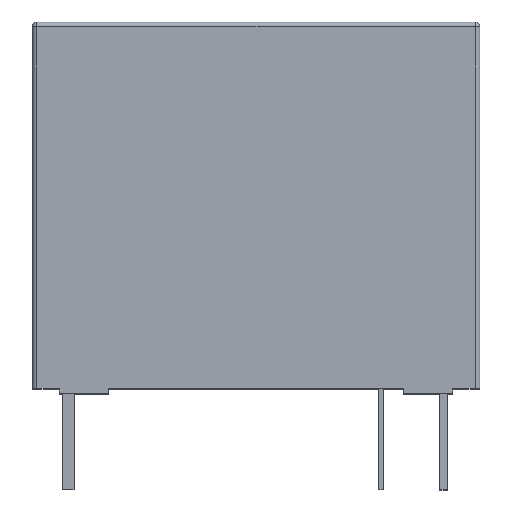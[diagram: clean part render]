
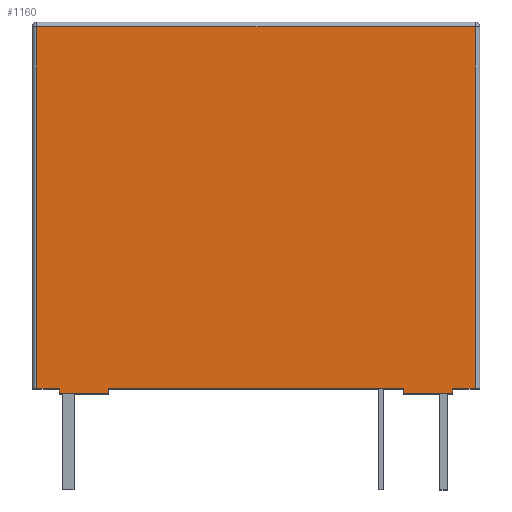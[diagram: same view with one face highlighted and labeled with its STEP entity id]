
A CAD part, top view. The second image highlights one B-rep face of the part: STEP entity #1160.
In plain terms, the highlighted planar face has unit normal (0, 0, 1).
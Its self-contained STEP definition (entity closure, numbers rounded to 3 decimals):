
#17 = EDGE_CURVE ( 'NONE', #22, #1016, #999, .T. ) ;
#19 = CARTESIAN_POINT ( 'NONE',  ( -8.9, -7.45, 10. ) ) ;
#22 = VERTEX_POINT ( 'NONE', #333 ) ;
#49 = CARTESIAN_POINT ( 'NONE',  ( -8., -7.45, 10. ) ) ;
#69 = DIRECTION ( 'NONE',  ( 1., 0., 0. ) ) ;
#96 = LINE ( 'NONE', #833, #1182 ) ;
#125 = DIRECTION ( 'NONE',  ( 0., -1., 0. ) ) ;
#137 = VECTOR ( 'NONE', #584, 1000. ) ;
#159 = CARTESIAN_POINT ( 'NONE',  ( 8., -7.65, 10. ) ) ;
#165 = CARTESIAN_POINT ( 'NONE',  ( 8.9, 7.25, 10. ) ) ;
#187 = LINE ( 'NONE', #697, #514 ) ;
#191 = DIRECTION ( 'NONE',  ( 1., 0., 0. ) ) ;
#206 = CARTESIAN_POINT ( 'NONE',  ( -6., -7.45, 10. ) ) ;
#207 = DIRECTION ( 'NONE',  ( 1., 0., 0. ) ) ;
#221 = ORIENTED_EDGE ( 'NONE', *, *, #847, .T. ) ;
#271 = ORIENTED_EDGE ( 'NONE', *, *, #530, .T. ) ;
#293 = VECTOR ( 'NONE', #125, 1000. ) ;
#307 = VERTEX_POINT ( 'NONE', #528 ) ;
#323 = CARTESIAN_POINT ( 'NONE',  ( -6., -7.65, 10. ) ) ;
#332 = DIRECTION ( 'NONE',  ( -1., 0., 0. ) ) ;
#333 = CARTESIAN_POINT ( 'NONE',  ( 6., -7.65, 10. ) ) ;
#337 = CARTESIAN_POINT ( 'NONE',  ( -9.1, 7.25, 10. ) ) ;
#354 = PLANE ( 'NONE',  #1104 ) ;
#369 = ORIENTED_EDGE ( 'NONE', *, *, #1441, .F. ) ;
#377 = ORIENTED_EDGE ( 'NONE', *, *, #1456, .T. ) ;
#398 = EDGE_CURVE ( 'NONE', #1038, #22, #435, .T. ) ;
#435 = LINE ( 'NONE', #945, #1607 ) ;
#442 = CARTESIAN_POINT ( 'NONE',  ( 8.9, 7.45, 10. ) ) ;
#487 = VERTEX_POINT ( 'NONE', #165 ) ;
#496 = FACE_OUTER_BOUND ( 'NONE', #1020, .T. ) ;
#514 = VECTOR ( 'NONE', #574, 1000. ) ;
#515 = VECTOR ( 'NONE', #1363, 1000. ) ;
#518 = LINE ( 'NONE', #19, #293 ) ;
#528 = CARTESIAN_POINT ( 'NONE',  ( 8.9, -7.45, 10. ) ) ;
#530 = EDGE_CURVE ( 'NONE', #690, #1374, #818, .T. ) ;
#557 = VECTOR ( 'NONE', #1509, 1000. ) ;
#566 = VECTOR ( 'NONE', #1534, 1000. ) ;
#574 = DIRECTION ( 'NONE',  ( 0., 1., 0. ) ) ;
#584 = DIRECTION ( 'NONE',  ( 0., 1., 0. ) ) ;
#585 = VERTEX_POINT ( 'NONE', #1256 ) ;
#614 = LINE ( 'NONE', #1096, #1071 ) ;
#619 = CARTESIAN_POINT ( 'NONE',  ( 0., 0., 10. ) ) ;
#647 = VERTEX_POINT ( 'NONE', #206 ) ;
#653 = VERTEX_POINT ( 'NONE', #716 ) ;
#671 = CARTESIAN_POINT ( 'NONE',  ( -9.1, -7.45, 10. ) ) ;
#690 = VERTEX_POINT ( 'NONE', #921 ) ;
#697 = CARTESIAN_POINT ( 'NONE',  ( 8., -7.65, 10. ) ) ;
#716 = CARTESIAN_POINT ( 'NONE',  ( 8., -7.45, 10. ) ) ;
#720 = LINE ( 'NONE', #1137, #566 ) ;
#726 = ORIENTED_EDGE ( 'NONE', *, *, #1488, .T. ) ;
#742 = ORIENTED_EDGE ( 'NONE', *, *, #17, .F. ) ;
#744 = EDGE_CURVE ( 'NONE', #585, #690, #518, .T. ) ;
#793 = VERTEX_POINT ( 'NONE', #1062 ) ;
#800 = LINE ( 'NONE', #671, #865 ) ;
#804 = ORIENTED_EDGE ( 'NONE', *, *, #1468, .T. ) ;
#818 = LINE ( 'NONE', #1145, #1585 ) ;
#833 = CARTESIAN_POINT ( 'NONE',  ( -8., -7.65, 10. ) ) ;
#847 = EDGE_CURVE ( 'NONE', #1038, #653, #187, .T. ) ;
#859 = LINE ( 'NONE', #337, #515 ) ;
#864 = ORIENTED_EDGE ( 'NONE', *, *, #1199, .F. ) ;
#865 = VECTOR ( 'NONE', #191, 1000. ) ;
#920 = EDGE_CURVE ( 'NONE', #487, #585, #859, .T. ) ;
#921 = CARTESIAN_POINT ( 'NONE',  ( -8.9, -7.45, 10. ) ) ;
#945 = CARTESIAN_POINT ( 'NONE',  ( 6., -7.65, 10. ) ) ;
#948 = CARTESIAN_POINT ( 'NONE',  ( 6., -7.45, 10. ) ) ;
#953 = DIRECTION ( 'NONE',  ( -1., 0., 0. ) ) ;
#967 = DIRECTION ( 'NONE',  ( 1., 0., 0. ) ) ;
#969 = LINE ( 'NONE', #323, #557 ) ;
#995 = ORIENTED_EDGE ( 'NONE', *, *, #1045, .T. ) ;
#999 = LINE ( 'NONE', #1531, #1166 ) ;
#1012 = ORIENTED_EDGE ( 'NONE', *, *, #398, .F. ) ;
#1016 = VERTEX_POINT ( 'NONE', #948 ) ;
#1020 = EDGE_LOOP ( 'NONE', ( #1382, #1483, #271, #864, #369, #726, #804, #742, #1012, #221, #995, #377 ) ) ;
#1038 = VERTEX_POINT ( 'NONE', #159 ) ;
#1045 = EDGE_CURVE ( 'NONE', #653, #307, #800, .T. ) ;
#1062 = CARTESIAN_POINT ( 'NONE',  ( -8., -7.65, 10. ) ) ;
#1071 = VECTOR ( 'NONE', #207, 1000. ) ;
#1096 = CARTESIAN_POINT ( 'NONE',  ( -9.1, -7.45, 10. ) ) ;
#1104 = AXIS2_PLACEMENT_3D ( 'NONE', #619, #1128, #69 ) ;
#1128 = DIRECTION ( 'NONE',  ( 0., 0., 1. ) ) ;
#1137 = CARTESIAN_POINT ( 'NONE',  ( -8., -7.65, 10. ) ) ;
#1145 = CARTESIAN_POINT ( 'NONE',  ( -9.1, -7.45, 10. ) ) ;
#1160 = ADVANCED_FACE ( 'NONE', ( #496 ), #354, .T. ) ;
#1166 = VECTOR ( 'NONE', #1503, 1000. ) ;
#1182 = VECTOR ( 'NONE', #332, 1000. ) ;
#1186 = CARTESIAN_POINT ( 'NONE',  ( -6., -7.65, 10. ) ) ;
#1199 = EDGE_CURVE ( 'NONE', #793, #1374, #720, .T. ) ;
#1256 = CARTESIAN_POINT ( 'NONE',  ( -8.9, 7.25, 10. ) ) ;
#1363 = DIRECTION ( 'NONE',  ( -1., 0., 0. ) ) ;
#1374 = VERTEX_POINT ( 'NONE', #49 ) ;
#1382 = ORIENTED_EDGE ( 'NONE', *, *, #920, .T. ) ;
#1390 = VERTEX_POINT ( 'NONE', #1186 ) ;
#1392 = LINE ( 'NONE', #442, #137 ) ;
#1441 = EDGE_CURVE ( 'NONE', #1390, #793, #96, .T. ) ;
#1456 = EDGE_CURVE ( 'NONE', #307, #487, #1392, .T. ) ;
#1468 = EDGE_CURVE ( 'NONE', #647, #1016, #614, .T. ) ;
#1483 = ORIENTED_EDGE ( 'NONE', *, *, #744, .T. ) ;
#1488 = EDGE_CURVE ( 'NONE', #1390, #647, #969, .T. ) ;
#1503 = DIRECTION ( 'NONE',  ( 0., 1., 0. ) ) ;
#1509 = DIRECTION ( 'NONE',  ( 0., 1., 0. ) ) ;
#1531 = CARTESIAN_POINT ( 'NONE',  ( 6., -7.65, 10. ) ) ;
#1534 = DIRECTION ( 'NONE',  ( 0., 1., 0. ) ) ;
#1585 = VECTOR ( 'NONE', #967, 1000. ) ;
#1607 = VECTOR ( 'NONE', #953, 1000. ) ;
